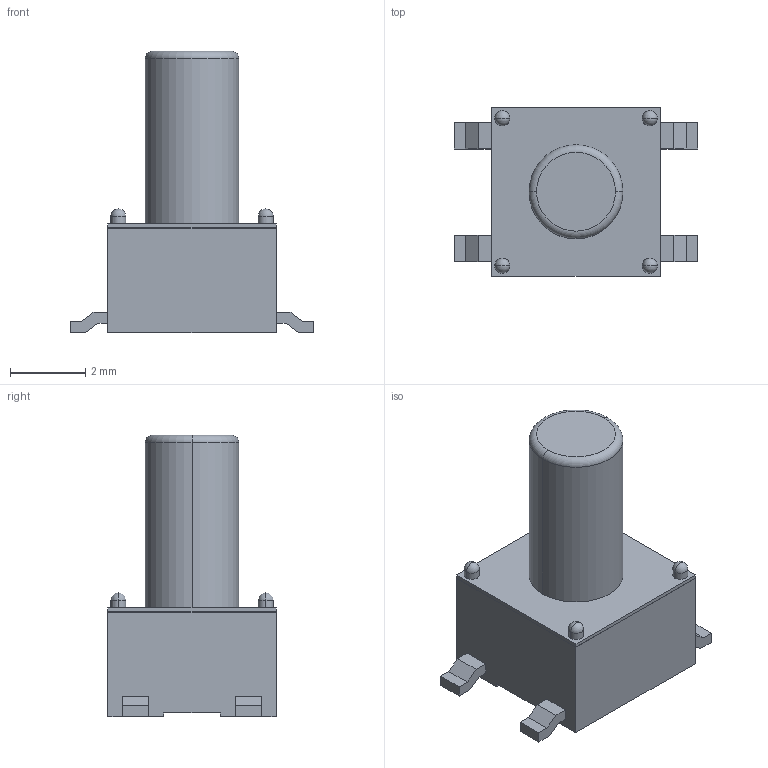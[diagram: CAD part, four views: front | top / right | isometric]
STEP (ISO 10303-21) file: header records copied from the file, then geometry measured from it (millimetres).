
FILE_DESCRIPTION (( 'STEP AP214' ), '1' );
FILE_NAME ('SW-SMD_4P-L4.5-W4.5-H7.5-P3.00-LS7.0.step', '2022-07-26T14:37:06', ( '' ), ( '' ), 'SwSTEP 2.0', 'SolidWorks 2020', '' );
FILE_SCHEMA (( 'AUTOMOTIVE_DESIGN' ));
Length unit declared in the file: millimetre
Products named in the file (1): SW-SMD_4P-L4.5-W4.5-H7.5-P3.00-LS7.0
Bounding box: 6.5 x 4.5 x 7.5 mm (x, y, z)
Volume: 81.1 mm3; surface area: 181.6 mm2
Topology: 15 solids, 15 shells, 425 faces, 1147 edges, 760 vertices
Faces by surface type: plane 259, bspline 146, cylinder 10, sphere 8, torus 2
Entity records: 18617 total; most frequent: CARTESIAN_POINT 5919, ORIENTED_EDGE 2262, DIRECTION 1427, EDGE_CURVE 1131, LINE 803, VECTOR 803, VERTEX_POINT 752, EDGE_LOOP 453
